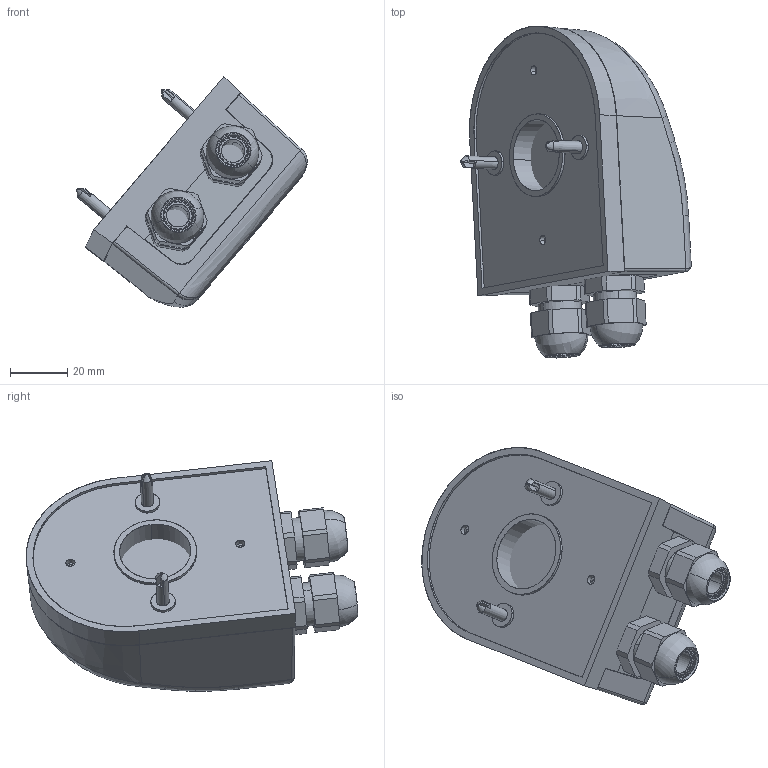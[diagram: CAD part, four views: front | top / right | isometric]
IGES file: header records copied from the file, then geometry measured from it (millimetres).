
Start section: SolidWorks IGES file using analytic representation for surfaces
Global section: file name: 0248 - IGS - 20220310.IGS; native system: SolidWorks 2021; preprocessor: SolidWorks 2021; author: yoann; date: 220310.122031; units: millimetre
Bounding box: 80.87 x 116.43 x 80.89 mm (x, y, z)
Surface area: 53193.4 mm2 (no closed solid volume)
Topology: 0 solids, 0 shells, 996 faces, 14210 edges, 14204 vertices
Faces by surface type: bspline 538, revolution 458
